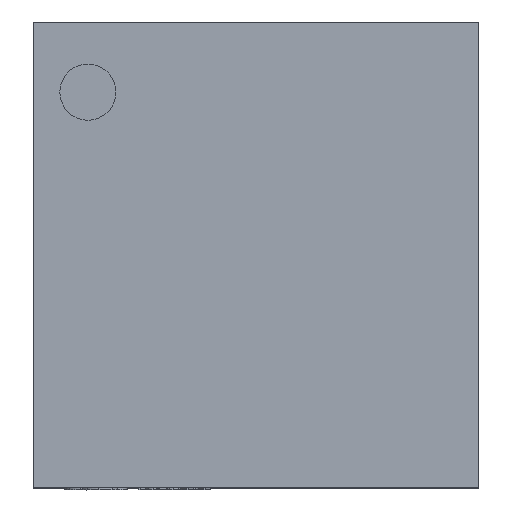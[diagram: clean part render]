
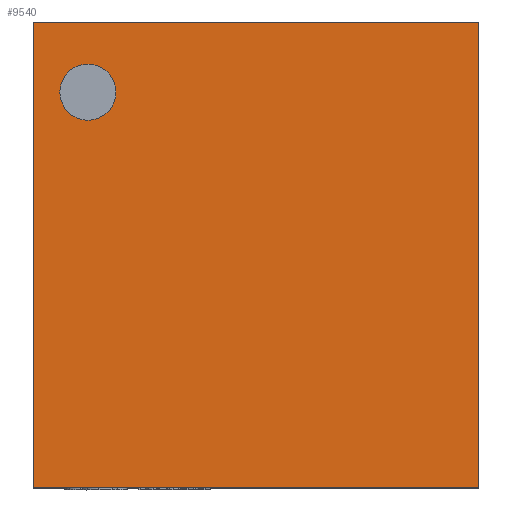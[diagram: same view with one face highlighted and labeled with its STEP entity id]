
A CAD part, top view. The second image highlights one B-rep face of the part: STEP entity #9540.
In plain terms, the highlighted planar face has unit normal (0, 0, 1).
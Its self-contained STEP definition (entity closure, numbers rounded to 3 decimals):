
#59 = EDGE_LOOP ( 'NONE', ( #5898, #2997 ) ) ;
#259 = DIRECTION ( 'NONE',  ( -1., 0., 0. ) ) ;
#442 = CARTESIAN_POINT ( 'NONE',  ( -1.1, -1.15, 0.74 ) ) ;
#488 = VECTOR ( 'NONE', #10182, 1000. ) ;
#530 = CIRCLE ( 'NONE', #13585, 0.139 ) ;
#738 = FACE_OUTER_BOUND ( 'NONE', #11722, .T. ) ;
#1348 = DIRECTION ( 'NONE',  ( 0., 0., 1. ) ) ;
#1857 = EDGE_CURVE ( 'NONE', #3164, #9020, #4928, .T. ) ;
#2190 = VECTOR ( 'NONE', #9774, 1000. ) ;
#2549 = LINE ( 'NONE', #442, #488 ) ;
#2836 = VERTEX_POINT ( 'NONE', #6758 ) ;
#2997 = ORIENTED_EDGE ( 'NONE', *, *, #10724, .F. ) ;
#3156 = CARTESIAN_POINT ( 'NONE',  ( -1.1, 1.15, 0.74 ) ) ;
#3164 = VERTEX_POINT ( 'NONE', #4138 ) ;
#3256 = CARTESIAN_POINT ( 'NONE',  ( -0.691, 0.804, 0.74 ) ) ;
#3432 = AXIS2_PLACEMENT_3D ( 'NONE', #9892, #4078, #8481 ) ;
#3457 = DIRECTION ( 'NONE',  ( 0., 0., 1. ) ) ;
#3731 = LINE ( 'NONE', #6991, #12208 ) ;
#4078 = DIRECTION ( 'NONE',  ( 0., 0., 1. ) ) ;
#4138 = CARTESIAN_POINT ( 'NONE',  ( 1.1, 1.15, 0.74 ) ) ;
#4883 = DIRECTION ( 'NONE',  ( 0., 1., 0. ) ) ;
#4928 = LINE ( 'NONE', #7980, #12702 ) ;
#5026 = CARTESIAN_POINT ( 'NONE',  ( 1.1, -1.15, 0.74 ) ) ;
#5043 = ORIENTED_EDGE ( 'NONE', *, *, #1857, .T. ) ;
#5898 = ORIENTED_EDGE ( 'NONE', *, *, #12218, .F. ) ;
#5919 = VERTEX_POINT ( 'NONE', #5026 ) ;
#6658 = CIRCLE ( 'NONE', #3432, 0.139 ) ;
#6758 = CARTESIAN_POINT ( 'NONE',  ( -1.1, -1.15, 0.74 ) ) ;
#6991 = CARTESIAN_POINT ( 'NONE',  ( 1.1, 1.15, 0.74 ) ) ;
#7282 = ORIENTED_EDGE ( 'NONE', *, *, #9435, .T. ) ;
#7665 = ORIENTED_EDGE ( 'NONE', *, *, #12503, .T. ) ;
#7911 = CARTESIAN_POINT ( 'NONE',  ( -0.969, 0.804, 0.74 ) ) ;
#7980 = CARTESIAN_POINT ( 'NONE',  ( -1.1, 1.15, 0.74 ) ) ;
#8182 = VERTEX_POINT ( 'NONE', #7911 ) ;
#8481 = DIRECTION ( 'NONE',  ( 1., 0., 0. ) ) ;
#8850 = EDGE_CURVE ( 'NONE', #5919, #3164, #3731, .T. ) ;
#9020 = VERTEX_POINT ( 'NONE', #3156 ) ;
#9079 = DIRECTION ( 'NONE',  ( 1., 0., 0. ) ) ;
#9217 = CARTESIAN_POINT ( 'NONE',  ( -0.83, 0.804, 0.74 ) ) ;
#9435 = EDGE_CURVE ( 'NONE', #2836, #5919, #2549, .T. ) ;
#9540 = ADVANCED_FACE ( 'NONE', ( #10606, #738 ), #13870, .T. ) ;
#9774 = DIRECTION ( 'NONE',  ( 0., -1., 0. ) ) ;
#9833 = ORIENTED_EDGE ( 'NONE', *, *, #8850, .T. ) ;
#9892 = CARTESIAN_POINT ( 'NONE',  ( -0.83, 0.804, 0.74 ) ) ;
#10182 = DIRECTION ( 'NONE',  ( 1., 0., 0. ) ) ;
#10606 = FACE_BOUND ( 'NONE', #59, .T. ) ;
#10724 = EDGE_CURVE ( 'NONE', #8182, #10849, #6658, .T. ) ;
#10761 = CARTESIAN_POINT ( 'NONE',  ( -1.1, 1.15, 0.74 ) ) ;
#10849 = VERTEX_POINT ( 'NONE', #3256 ) ;
#11292 = CARTESIAN_POINT ( 'NONE',  ( 0., 0., 0.74 ) ) ;
#11426 = DIRECTION ( 'NONE',  ( 1., 0., 0. ) ) ;
#11722 = EDGE_LOOP ( 'NONE', ( #9833, #5043, #7665, #7282 ) ) ;
#12073 = LINE ( 'NONE', #10761, #2190 ) ;
#12208 = VECTOR ( 'NONE', #4883, 1000. ) ;
#12218 = EDGE_CURVE ( 'NONE', #10849, #8182, #530, .T. ) ;
#12503 = EDGE_CURVE ( 'NONE', #9020, #2836, #12073, .T. ) ;
#12702 = VECTOR ( 'NONE', #259, 1000. ) ;
#13585 = AXIS2_PLACEMENT_3D ( 'NONE', #9217, #3457, #9079 ) ;
#13870 = PLANE ( 'NONE',  #14016 ) ;
#14016 = AXIS2_PLACEMENT_3D ( 'NONE', #11292, #1348, #11426 ) ;
